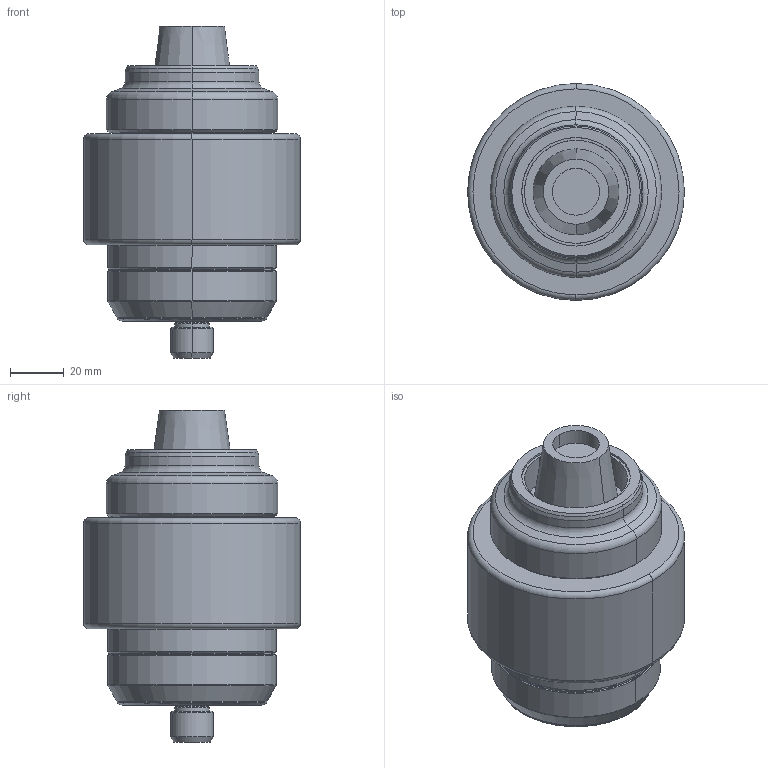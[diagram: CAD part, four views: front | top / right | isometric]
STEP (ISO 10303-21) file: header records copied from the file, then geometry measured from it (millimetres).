
FILE_DESCRIPTION(('CATIA V5 STEP','CAx-IF Rec.Pracs.--- Model Styling and Organization---1.2---2011-12-15'),'2;1');
FILE_NAME('4560136_TJS 20K ER32 L_LIGHT.stp','2014-10-21T07:18:34+00:00',('none'),('none'),'CATIA Version 5 Release 21 SP 5 (IN-10)','CATIA V5 STEP AP214','none');
FILE_SCHEMA(('AUTOMOTIVE_DESIGN { 1 0 10303 214 1 1 1 1 }'));
Length unit declared in the file: millimetre
Products named in the file (1): TJS 20K ER32 L
Bounding box: 81 x 81 x 124 mm (x, y, z)
Volume: 371814 mm3; surface area: 35461.2 mm2
Topology: 1 solids, 1 shells, 80 faces, 158 edges, 90 vertices
Faces by surface type: cone 28, cylinder 28, plane 12, torus 12
Entity records: 2341 total; most frequent: CARTESIAN_POINT 622, ORIENTED_EDGE 316, DIRECTION 311, AXIS2_PLACEMENT_3D 173, EDGE_CURVE 158, EDGE_LOOP 90, VERTEX_POINT 90, CIRCLE 89
